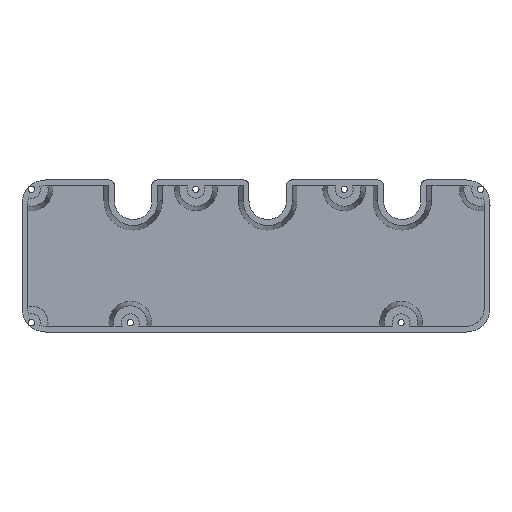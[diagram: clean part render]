
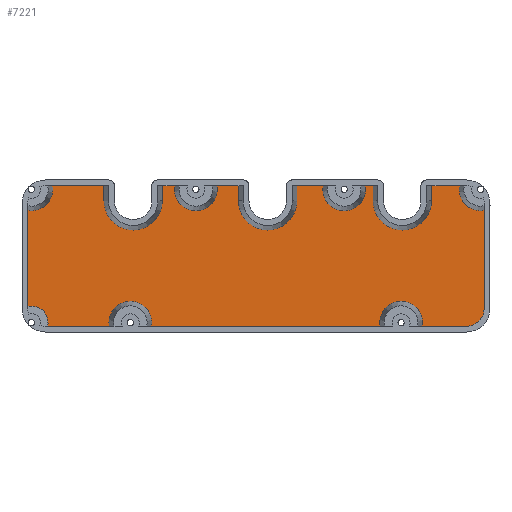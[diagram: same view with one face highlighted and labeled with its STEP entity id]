
A CAD part, front view. The second image highlights one B-rep face of the part: STEP entity #7221.
In plain terms, the highlighted planar face has unit normal (0, -1, 0).
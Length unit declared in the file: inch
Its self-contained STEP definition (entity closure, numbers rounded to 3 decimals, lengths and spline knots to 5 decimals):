
#2669=DIRECTION('',(-1.,0.,0.));
#2670=VECTOR('',#2669,48.29138);
#2671=CARTESIAN_POINT('',(228.6,57.15,-76.2));
#2672=LINE('',#2671,#2670);
#2825=CARTESIAN_POINT('',(-133.35,57.15,59.9));
#2826=DIRECTION('',(0.,-1.,0.));
#2827=DIRECTION('',(-1.,0.,0.));
#2828=AXIS2_PLACEMENT_3D('',#2825,#2826,#2827);
#2833=DIRECTION('',(1.,0.,0.));
#2834=VECTOR('',#2833,13.58715);
#2835=CARTESIAN_POINT('',(-101.65577,57.15,76.2));
#2836=LINE('',#2835,#2834);
#2840=CARTESIAN_POINT('',(-65.23,57.15,72.39));
#2841=DIRECTION('',(0.,1.,0.));
#2842=DIRECTION('',(0.986,0.,0.165));
#2843=AXIS2_PLACEMENT_3D('',#2840,#2841,#2842);
#2848=DIRECTION('',(0.,0.,-1.));
#2849=VECTOR('',#2848,16.3);
#2850=CARTESIAN_POINT('',(-18.99423,57.15,76.2));
#2851=LINE('',#2850,#2849);
#2855=CARTESIAN_POINT('',(12.7,57.15,59.9));
#2856=DIRECTION('',(0.,-1.,0.));
#2857=DIRECTION('',(-1.,0.,0.));
#2858=AXIS2_PLACEMENT_3D('',#2855,#2856,#2857);
#2863=DIRECTION('',(1.,0.,0.));
#2864=VECTOR('',#2863,28.47715);
#2865=CARTESIAN_POINT('',(44.39423,57.15,76.2));
#2866=LINE('',#2865,#2864);
#2870=CARTESIAN_POINT('',(95.71,57.15,72.39));
#2871=DIRECTION('',(0.,1.,0.));
#2872=DIRECTION('',(0.986,0.,0.165));
#2873=AXIS2_PLACEMENT_3D('',#2870,#2871,#2872);
#2878=DIRECTION('',(0.,0.,-1.));
#2879=VECTOR('',#2878,16.3);
#2880=CARTESIAN_POINT('',(127.05577,57.15,76.2));
#2881=LINE('',#2880,#2879);
#2885=CARTESIAN_POINT('',(158.75,57.15,59.9));
#2886=DIRECTION('',(0.,-1.,0.));
#2887=DIRECTION('',(-1.,0.,0.));
#2888=AXIS2_PLACEMENT_3D('',#2885,#2886,#2887);
#2893=DIRECTION('',(1.,0.,0.));
#2894=VECTOR('',#2893,30.55715);
#2895=CARTESIAN_POINT('',(190.44423,57.15,76.2));
#2896=LINE('',#2895,#2894);
#2900=CARTESIAN_POINT('',(243.84,57.15,72.39));
#2901=DIRECTION('',(0.,1.,0.));
#2902=DIRECTION('',(0.165,0.,-0.986));
#2903=AXIS2_PLACEMENT_3D('',#2900,#2901,#2902);
#2908=DIRECTION('',(0.,0.,-1.));
#2909=VECTOR('',#2908,106.70138);
#2910=CARTESIAN_POINT('',(247.65,57.15,49.55138));
#2911=LINE('',#2910,#2909);
#2915=CARTESIAN_POINT('',(228.6,57.15,-57.15));
#2916=DIRECTION('',(0.,1.,0.));
#2917=DIRECTION('',(1.,0.,0.));
#2918=AXIS2_PLACEMENT_3D('',#2915,#2916,#2917);
#2923=CARTESIAN_POINT('',(157.47,57.15,-72.39));
#2924=DIRECTION('',(0.,1.,0.));
#2925=DIRECTION('',(-0.986,0.,-0.165));
#2926=AXIS2_PLACEMENT_3D('',#2923,#2924,#2925);
#2931=DIRECTION('',(-1.,0.,0.));
#2932=VECTOR('',#2931,248.22277);
#2933=CARTESIAN_POINT('',(134.63138,57.15,-76.2));
#2934=LINE('',#2933,#2932);
#2938=CARTESIAN_POINT('',(-136.43,57.15,-72.39));
#2939=DIRECTION('',(0.,1.,0.));
#2940=DIRECTION('',(-0.986,0.,-0.165));
#2941=AXIS2_PLACEMENT_3D('',#2938,#2939,#2940);
#2946=DIRECTION('',(-1.,0.,0.));
#2947=VECTOR('',#2946,66.84624);
#2948=CARTESIAN_POINT('',(-159.26862,57.15,-76.2));
#2949=LINE('',#2948,#2947);
#2953=CARTESIAN_POINT('',(-243.84,57.15,-72.39));
#2954=DIRECTION('',(0.,1.,0.));
#2955=DIRECTION('',(-0.21,0.,0.978));
#2956=AXIS2_PLACEMENT_3D('',#2953,#2954,#2955);
#2961=CARTESIAN_POINT('',(-243.84,57.15,72.39));
#2962=DIRECTION('',(0.,1.,0.));
#2963=DIRECTION('',(0.986,0.,0.165));
#2964=AXIS2_PLACEMENT_3D('',#2961,#2962,#2963);
#2969=DIRECTION('',(0.,0.,-1.));
#2970=VECTOR('',#2969,16.3);
#2971=CARTESIAN_POINT('',(-165.04423,57.15,76.2));
#2972=LINE('',#2971,#2970);
#2990=DIRECTION('',(0.,0.,1.));
#2991=VECTOR('',#2990,16.3);
#2992=CARTESIAN_POINT('',(-101.65577,57.15,59.9));
#2993=LINE('',#2992,#2991);
#3004=DIRECTION('',(1.,0.,0.));
#3005=VECTOR('',#3004,55.95715);
#3006=CARTESIAN_POINT('',(-221.00138,57.15,76.2));
#3007=LINE('',#3006,#3005);
#3049=DIRECTION('',(1.,0.,0.));
#3050=VECTOR('',#3049,23.39715);
#3051=CARTESIAN_POINT('',(-42.39138,57.15,76.2));
#3052=LINE('',#3051,#3050);
#3087=DIRECTION('',(1.,0.,0.));
#3088=VECTOR('',#3087,8.50715);
#3089=CARTESIAN_POINT('',(118.54862,57.15,76.2));
#3090=LINE('',#3089,#3088);
#3174=DIRECTION('',(0.,0.,1.));
#3175=VECTOR('',#3174,104.21624);
#3176=CARTESIAN_POINT('',(-247.65,57.15,-54.66485));
#3177=LINE('',#3176,#3175);
#3342=CARTESIAN_POINT('',(247.65,57.15,49.55138));
#3371=CARTESIAN_POINT('',(-42.39138,57.15,76.2));
#3410=DIRECTION('',(0.,0.,1.));
#3411=VECTOR('',#3410,16.3);
#3412=CARTESIAN_POINT('',(44.39423,57.15,59.9));
#3413=LINE('',#3412,#3411);
#3425=CARTESIAN_POINT('',(118.54862,57.15,76.2));
#3464=DIRECTION('',(0.,0.,1.));
#3465=VECTOR('',#3464,16.3);
#3466=CARTESIAN_POINT('',(190.44423,57.15,59.9));
#3467=LINE('',#3466,#3465);
#3471=CARTESIAN_POINT('',(134.63138,57.15,-76.2));
#3766=CARTESIAN_POINT('',(-101.65577,57.15,59.9));
#3767=CARTESIAN_POINT('',(-101.65577,57.15,76.2));
#3768=VERTEX_POINT('',#3766);
#3769=VERTEX_POINT('',#3767);
#3770=CARTESIAN_POINT('',(-165.04423,57.15,59.9));
#3771=VERTEX_POINT('',#3770);
#3772=CARTESIAN_POINT('',(-165.04423,57.15,76.2));
#3773=VERTEX_POINT('',#3772);
#3774=CARTESIAN_POINT('',(-221.00138,57.15,76.2));
#3775=VERTEX_POINT('',#3774);
#3777=CARTESIAN_POINT('',(-247.65,57.15,49.55138));
#3778=VERTEX_POINT('',#3777);
#3780=CARTESIAN_POINT('',(-247.65,57.15,-54.66485));
#3781=VERTEX_POINT('',#3780);
#3782=VERTEX_POINT('',#3371);
#3784=CARTESIAN_POINT('',(-88.06862,57.15,76.2));
#3785=VERTEX_POINT('',#3784);
#3787=CARTESIAN_POINT('',(44.39423,57.15,59.9));
#3788=CARTESIAN_POINT('',(44.39423,57.15,76.2));
#3789=VERTEX_POINT('',#3787);
#3790=VERTEX_POINT('',#3788);
#3791=CARTESIAN_POINT('',(-18.99423,57.15,59.9));
#3792=VERTEX_POINT('',#3791);
#3793=CARTESIAN_POINT('',(-18.99423,57.15,76.2));
#3794=VERTEX_POINT('',#3793);
#3795=VERTEX_POINT('',#3425);
#3797=CARTESIAN_POINT('',(72.87138,57.15,76.2));
#3798=VERTEX_POINT('',#3797);
#3800=CARTESIAN_POINT('',(190.44423,57.15,59.9));
#3801=CARTESIAN_POINT('',(190.44423,57.15,76.2));
#3802=VERTEX_POINT('',#3800);
#3803=VERTEX_POINT('',#3801);
#3804=CARTESIAN_POINT('',(127.05577,57.15,59.9));
#3805=VERTEX_POINT('',#3804);
#3806=CARTESIAN_POINT('',(127.05577,57.15,76.2));
#3807=VERTEX_POINT('',#3806);
#3809=VERTEX_POINT('',#3342);
#3810=CARTESIAN_POINT('',(221.00138,57.15,76.2));
#3811=VERTEX_POINT('',#3810);
#3813=VERTEX_POINT('',#3471);
#3817=CARTESIAN_POINT('',(-226.11485,57.15,-76.2));
#3819=VERTEX_POINT('',#3817);
#3821=CARTESIAN_POINT('',(-159.26862,57.15,-76.2));
#3822=VERTEX_POINT('',#3821);
#3823=CARTESIAN_POINT('',(228.6,57.15,-76.2));
#3824=CARTESIAN_POINT('',(180.30862,57.15,-76.2));
#3825=VERTEX_POINT('',#3823);
#3826=VERTEX_POINT('',#3824);
#3827=CARTESIAN_POINT('',(247.65,57.15,-57.15));
#3828=VERTEX_POINT('',#3827);
#3830=CARTESIAN_POINT('',(-113.59138,57.15,-76.2));
#3831=VERTEX_POINT('',#3830);
#7162=CARTESIAN_POINT('',(0.,57.15,0.));
#7163=DIRECTION('',(0.,1.,0.));
#7164=DIRECTION('',(1.,0.,0.));
#7165=AXIS2_PLACEMENT_3D('',#7162,#7163,#7164);
#7166=PLANE('',#7165);
#7168=ORIENTED_EDGE('',*,*,#7167,.T.);
#7170=ORIENTED_EDGE('',*,*,#7169,.T.);
#7172=ORIENTED_EDGE('',*,*,#7171,.T.);
#7174=ORIENTED_EDGE('',*,*,#7173,.F.);
#7176=ORIENTED_EDGE('',*,*,#7175,.T.);
#7178=ORIENTED_EDGE('',*,*,#7177,.T.);
#7180=ORIENTED_EDGE('',*,*,#7179,.T.);
#7182=ORIENTED_EDGE('',*,*,#7181,.T.);
#7184=ORIENTED_EDGE('',*,*,#7183,.T.);
#7186=ORIENTED_EDGE('',*,*,#7185,.F.);
#7188=ORIENTED_EDGE('',*,*,#7187,.T.);
#7190=ORIENTED_EDGE('',*,*,#7189,.T.);
#7192=ORIENTED_EDGE('',*,*,#7191,.T.);
#7194=ORIENTED_EDGE('',*,*,#7193,.T.);
#7196=ORIENTED_EDGE('',*,*,#7195,.T.);
#7198=ORIENTED_EDGE('',*,*,#7197,.F.);
#7200=ORIENTED_EDGE('',*,*,#7199,.T.);
#7202=ORIENTED_EDGE('',*,*,#7201,.T.);
#7203=ORIENTED_EDGE('',*,*,#6942,.T.);
#7205=ORIENTED_EDGE('',*,*,#7204,.F.);
#7206=ORIENTED_EDGE('',*,*,#6968,.T.);
#7207=ORIENTED_EDGE('',*,*,#7148,.F.);
#7208=ORIENTED_EDGE('',*,*,#6998,.T.);
#7210=ORIENTED_EDGE('',*,*,#7209,.F.);
#7212=ORIENTED_EDGE('',*,*,#7211,.T.);
#7214=ORIENTED_EDGE('',*,*,#7213,.F.);
#7216=ORIENTED_EDGE('',*,*,#7215,.T.);
#7218=ORIENTED_EDGE('',*,*,#7217,.T.);
#7219=EDGE_LOOP('',(#7168,#7170,#7172,#7174,#7176,#7178,#7180,#7182,#7184,#7186,
#7188,#7190,#7192,#7194,#7196,#7198,#7200,#7202,#7203,#7205,#7206,#7207,#7208,
#7210,#7212,#7214,#7216,#7218));
#7220=FACE_OUTER_BOUND('',#7219,.F.);
#2829=CIRCLE('',#2828,31.69423);
#2844=CIRCLE('',#2843,23.15423);
#2859=CIRCLE('',#2858,31.69423);
#2874=CIRCLE('',#2873,23.15423);
#2889=CIRCLE('',#2888,31.69423);
#2904=CIRCLE('',#2903,23.15423);
#2919=CIRCLE('',#2918,19.05);
#2927=CIRCLE('',#2926,23.15423);
#2942=CIRCLE('',#2941,23.15423);
#2957=CIRCLE('',#2956,18.13);
#2965=CIRCLE('',#2964,23.15423);
#6942=EDGE_CURVE('',#3825,#3826,#2672,.T.);
#6968=EDGE_CURVE('',#3813,#3831,#2934,.T.);
#6998=EDGE_CURVE('',#3822,#3819,#2949,.T.);
#7148=EDGE_CURVE('',#3822,#3831,#2942,.T.);
#7167=EDGE_CURVE('',#3771,#3768,#2829,.T.);
#7169=EDGE_CURVE('',#3768,#3769,#2993,.T.);
#7171=EDGE_CURVE('',#3769,#3785,#2836,.T.);
#7173=EDGE_CURVE('',#3782,#3785,#2844,.T.);
#7175=EDGE_CURVE('',#3782,#3794,#3052,.T.);
#7177=EDGE_CURVE('',#3794,#3792,#2851,.T.);
#7179=EDGE_CURVE('',#3792,#3789,#2859,.T.);
#7181=EDGE_CURVE('',#3789,#3790,#3413,.T.);
#7183=EDGE_CURVE('',#3790,#3798,#2866,.T.);
#7185=EDGE_CURVE('',#3795,#3798,#2874,.T.);
#7187=EDGE_CURVE('',#3795,#3807,#3090,.T.);
#7189=EDGE_CURVE('',#3807,#3805,#2881,.T.);
#7191=EDGE_CURVE('',#3805,#3802,#2889,.T.);
#7193=EDGE_CURVE('',#3802,#3803,#3467,.T.);
#7195=EDGE_CURVE('',#3803,#3811,#2896,.T.);
#7197=EDGE_CURVE('',#3809,#3811,#2904,.T.);
#7199=EDGE_CURVE('',#3809,#3828,#2911,.T.);
#7201=EDGE_CURVE('',#3828,#3825,#2919,.T.);
#7204=EDGE_CURVE('',#3813,#3826,#2927,.T.);
#7209=EDGE_CURVE('',#3781,#3819,#2957,.T.);
#7211=EDGE_CURVE('',#3781,#3778,#3177,.T.);
#7213=EDGE_CURVE('',#3775,#3778,#2965,.T.);
#7215=EDGE_CURVE('',#3775,#3773,#3007,.T.);
#7217=EDGE_CURVE('',#3773,#3771,#2972,.T.);
#7221=ADVANCED_FACE('',(#7220),#7166,.F.);
